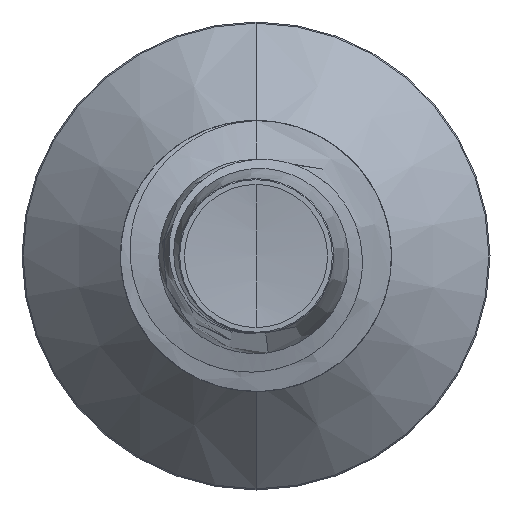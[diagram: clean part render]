
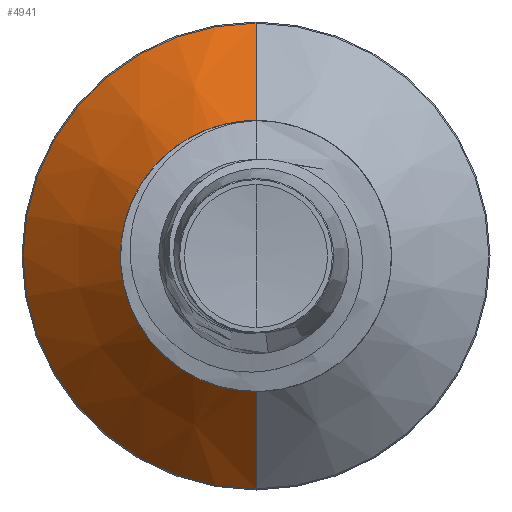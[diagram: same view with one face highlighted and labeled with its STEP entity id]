
A CAD part, front view. The second image highlights one B-rep face of the part: STEP entity #4941.
In plain terms, the highlighted conical face has half-angle 45 degrees and reference radius 1.034 mm.
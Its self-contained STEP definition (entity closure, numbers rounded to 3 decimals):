
#128 = AXIS2_PLACEMENT_3D ( 'NONE', #2781, #6718, #743 ) ;
#287 = DIRECTION ( 'NONE',  ( 0., 0.707, -0.707 ) ) ;
#743 = DIRECTION ( 'NONE',  ( 0., 0., 1. ) ) ;
#749 = LINE ( 'NONE', #2328, #15983 ) ;
#1387 = DIRECTION ( 'NONE',  ( 0., 1., 0. ) ) ;
#1467 = EDGE_CURVE ( 'NONE', #13753, #6277, #13672, .T. ) ;
#2328 = CARTESIAN_POINT ( 'NONE',  ( 0., 11.284, -1.034 ) ) ;
#2781 = CARTESIAN_POINT ( 'NONE',  ( 0., 11.284, 0. ) ) ;
#3279 = LINE ( 'NONE', #7514, #19039 ) ;
#4941 = ADVANCED_FACE ( 'NONE', ( #19437 ), #18224, .T. ) ;
#5959 = EDGE_LOOP ( 'NONE', ( #8871, #7551, #7053, #6612 ) ) ;
#6277 = VERTEX_POINT ( 'NONE', #20766 ) ;
#6612 = ORIENTED_EDGE ( 'NONE', *, *, #1467, .F. ) ;
#6718 = DIRECTION ( 'NONE',  ( 0., 1., 0. ) ) ;
#7053 = ORIENTED_EDGE ( 'NONE', *, *, #24818, .T. ) ;
#7514 = CARTESIAN_POINT ( 'NONE',  ( 0., 11.284, 1.034 ) ) ;
#7551 = ORIENTED_EDGE ( 'NONE', *, *, #20049, .T. ) ;
#7864 = CARTESIAN_POINT ( 'NONE',  ( 0., 11.284, 1.034 ) ) ;
#8353 = AXIS2_PLACEMENT_3D ( 'NONE', #17793, #16515, #16427 ) ;
#8871 = ORIENTED_EDGE ( 'NONE', *, *, #25567, .F. ) ;
#9944 = VERTEX_POINT ( 'NONE', #23266 ) ;
#10012 = VERTEX_POINT ( 'NONE', #7864 ) ;
#13337 = CARTESIAN_POINT ( 'NONE',  ( 0., 11.284, 0. ) ) ;
#13672 = CIRCLE ( 'NONE', #8353, 1.89 ) ;
#13753 = VERTEX_POINT ( 'NONE', #24169 ) ;
#15287 = DIRECTION ( 'NONE',  ( 0., 0., 1. ) ) ;
#15983 = VECTOR ( 'NONE', #287, 1000. ) ;
#16427 = DIRECTION ( 'NONE',  ( 0., 0., 1. ) ) ;
#16515 = DIRECTION ( 'NONE',  ( 0., 1., 0. ) ) ;
#16639 = AXIS2_PLACEMENT_3D ( 'NONE', #13337, #1387, #15287 ) ;
#17548 = CIRCLE ( 'NONE', #16639, 1.034 ) ;
#17793 = CARTESIAN_POINT ( 'NONE',  ( 0., 12.14, 0. ) ) ;
#18224 = CONICAL_SURFACE ( 'NONE', #128, 1.034, 0.785 ) ;
#19039 = VECTOR ( 'NONE', #21233, 1000. ) ;
#19437 = FACE_OUTER_BOUND ( 'NONE', #5959, .T. ) ;
#20049 = EDGE_CURVE ( 'NONE', #9944, #10012, #17548, .T. ) ;
#20766 = CARTESIAN_POINT ( 'NONE',  ( 0., 12.14, 1.89 ) ) ;
#21233 = DIRECTION ( 'NONE',  ( 0., 0.707, 0.707 ) ) ;
#23266 = CARTESIAN_POINT ( 'NONE',  ( 0., 11.284, -1.034 ) ) ;
#24169 = CARTESIAN_POINT ( 'NONE',  ( 0., 12.14, -1.89 ) ) ;
#24818 = EDGE_CURVE ( 'NONE', #10012, #6277, #3279, .T. ) ;
#25567 = EDGE_CURVE ( 'NONE', #9944, #13753, #749, .T. ) ;
